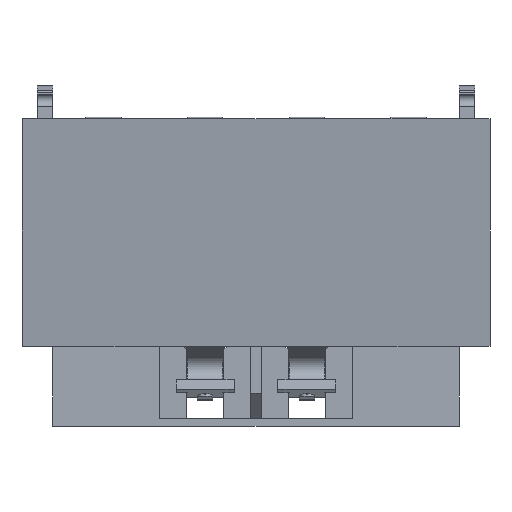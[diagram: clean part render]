
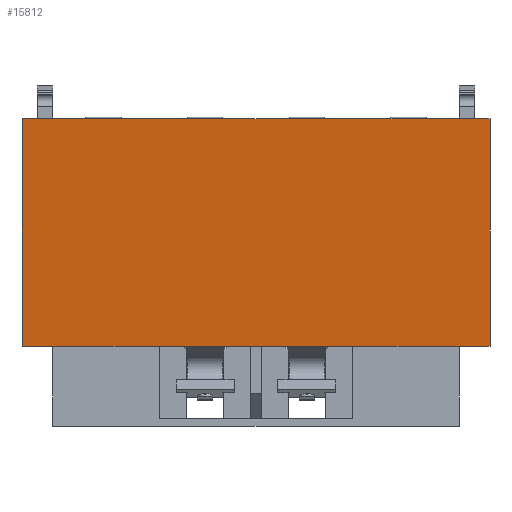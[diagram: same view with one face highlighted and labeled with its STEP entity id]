
A CAD part, front view. The second image highlights one B-rep face of the part: STEP entity #15812.
In plain terms, the highlighted planar face has unit normal (0, -0.994, -0.111).
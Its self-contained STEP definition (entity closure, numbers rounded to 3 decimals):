
#3108=DIRECTION('',(1.,0.,0.));
#3109=VECTOR('',#3108,2.1);
#3110=CARTESIAN_POINT('',(1.9,-1.5,-1.53));
#3111=LINE('',#3110,#3109);
#3116=DIRECTION('',(1.,0.,0.));
#3117=VECTOR('',#3116,2.1);
#3118=CARTESIAN_POINT('',(-4.,-1.5,-1.53));
#3119=LINE('',#3118,#3117);
#4898=DIRECTION('',(1.,0.,0.));
#4899=VECTOR('',#4898,3.8);
#4900=CARTESIAN_POINT('',(-1.9,-1.5,-1.53));
#4901=LINE('',#4900,#4899);
#4902=DIRECTION('',(1.,0.,0.));
#4903=VECTOR('',#4902,0.6);
#4904=CARTESIAN_POINT('',(-4.6,-1.5,-1.53));
#4905=LINE('',#4904,#4903);
#4906=DIRECTION('',(1.,0.,0.));
#4907=VECTOR('',#4906,9.2);
#4908=CARTESIAN_POINT('',(-4.6,-2.,2.95));
#4909=LINE('',#4908,#4907);
#4910=DIRECTION('',(-1.,0.,0.));
#4911=VECTOR('',#4910,0.6);
#4912=CARTESIAN_POINT('',(4.6,-1.5,-1.53));
#4913=LINE('',#4912,#4911);
#4938=DIRECTION('',(0.,0.111,-0.994));
#4939=VECTOR('',#4938,4.508);
#4940=CARTESIAN_POINT('',(-4.6,-2.,2.95));
#4941=LINE('',#4940,#4939);
#5118=DIRECTION('',(0.,0.111,-0.994));
#5119=VECTOR('',#5118,4.508);
#5120=CARTESIAN_POINT('',(4.6,-2.,2.95));
#5121=LINE('',#5120,#5119);
#7154=CARTESIAN_POINT('',(-4.6,-2.,2.95));
#7156=VERTEX_POINT('',#7154);
#7158=CARTESIAN_POINT('',(4.6,-2.,2.95));
#7160=VERTEX_POINT('',#7158);
#7162=CARTESIAN_POINT('',(-4.6,-1.5,-1.53));
#7164=VERTEX_POINT('',#7162);
#7166=CARTESIAN_POINT('',(4.6,-1.5,-1.53));
#7168=VERTEX_POINT('',#7166);
#7173=CARTESIAN_POINT('',(4.,-1.5,-1.53));
#7174=VERTEX_POINT('',#7173);
#7175=CARTESIAN_POINT('',(-4.,-1.5,-1.53));
#7176=VERTEX_POINT('',#7175);
#7793=CARTESIAN_POINT('',(-1.9,-1.5,-1.53));
#7794=CARTESIAN_POINT('',(1.9,-1.5,-1.53));
#7795=VERTEX_POINT('',#7793);
#7796=VERTEX_POINT('',#7794);
#15793=CARTESIAN_POINT('',(-4.6,-2.,2.95));
#15794=DIRECTION('',(0.,-0.994,-0.111));
#15795=DIRECTION('',(0.,0.111,-0.994));
#15796=AXIS2_PLACEMENT_3D('',#15793,#15794,#15795);
#15797=PLANE('',#15796);
#15798=ORIENTED_EDGE('',*,*,#13555,.F.);
#15799=ORIENTED_EDGE('',*,*,#13331,.F.);
#15801=ORIENTED_EDGE('',*,*,#15800,.F.);
#15803=ORIENTED_EDGE('',*,*,#15802,.F.);
#15804=ORIENTED_EDGE('',*,*,#10900,.T.);
#15806=ORIENTED_EDGE('',*,*,#15805,.T.);
#15808=ORIENTED_EDGE('',*,*,#15807,.T.);
#15809=ORIENTED_EDGE('',*,*,#13324,.F.);
#15810=EDGE_LOOP('',(#15798,#15799,#15801,#15803,#15804,#15806,#15808,#15809));
#15811=FACE_OUTER_BOUND('',#15810,.F.);
#15812=ADVANCED_FACE('',(#15811),#15797,.T.);
#10900=EDGE_CURVE('',#7156,#7160,#4909,.T.);
#13324=EDGE_CURVE('',#7796,#7174,#3111,.T.);
#13331=EDGE_CURVE('',#7176,#7795,#3119,.T.);
#13555=EDGE_CURVE('',#7795,#7796,#4901,.T.);
#15800=EDGE_CURVE('',#7164,#7176,#4905,.T.);
#15802=EDGE_CURVE('',#7156,#7164,#4941,.T.);
#15805=EDGE_CURVE('',#7160,#7168,#5121,.T.);
#15807=EDGE_CURVE('',#7168,#7174,#4913,.T.);
